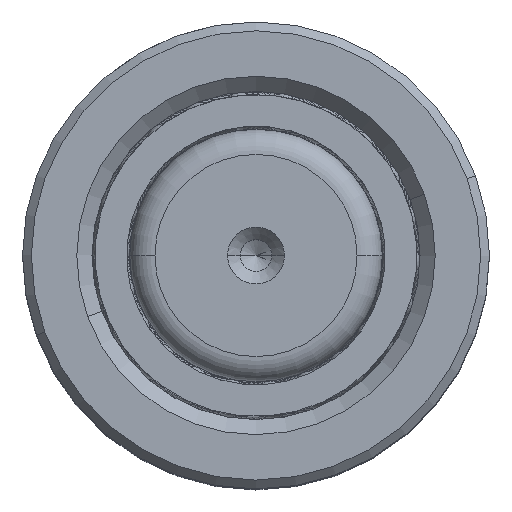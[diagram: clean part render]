
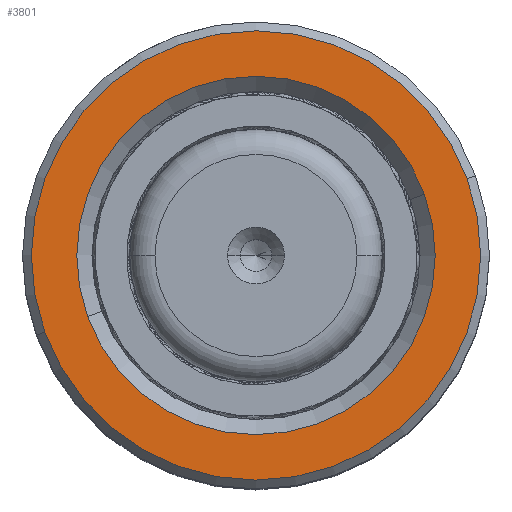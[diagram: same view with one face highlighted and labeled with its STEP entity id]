
A CAD part, top view. The second image highlights one B-rep face of the part: STEP entity #3801.
In plain terms, the highlighted planar face has unit normal (0, 0, 1).
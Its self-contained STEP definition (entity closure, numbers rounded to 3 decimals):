
#2183 = ORIENTED_EDGE ( 'NONE', *, *, #6914, .T. ) ;
#3025 = CIRCLE ( 'NONE', #23607, 14.2 ) ;
#3034 = VERTEX_POINT ( 'NONE', #29668 ) ;
#3565 = EDGE_CURVE ( 'NONE', #7262, #3034, #23031, .T. ) ;
#3597 = ORIENTED_EDGE ( 'NONE', *, *, #14410, .T. ) ;
#3801 = ADVANCED_FACE ( 'NONE', ( #15967, #36199 ), #19406, .T. ) ;
#5334 = DIRECTION ( 'NONE',  ( 0., 0., 1. ) ) ;
#5594 = CARTESIAN_POINT ( 'NONE',  ( 0., 0., 50. ) ) ;
#6617 = CARTESIAN_POINT ( 'NONE',  ( 0., 0., 50. ) ) ;
#6846 = DIRECTION ( 'NONE',  ( 0., 0., 1. ) ) ;
#6914 = EDGE_CURVE ( 'NONE', #27063, #10302, #10624, .T. ) ;
#7262 = VERTEX_POINT ( 'NONE', #34466 ) ;
#7962 = CARTESIAN_POINT ( 'NONE',  ( 14.2, 0., 50. ) ) ;
#10245 = DIRECTION ( 'NONE',  ( 1., 0., 0. ) ) ;
#10302 = VERTEX_POINT ( 'NONE', #30032 ) ;
#10624 = CIRCLE ( 'NONE', #28461, 14.2 ) ;
#14410 = EDGE_CURVE ( 'NONE', #10302, #27063, #3025, .T. ) ;
#14473 = ORIENTED_EDGE ( 'NONE', *, *, #31844, .T. ) ;
#14582 = AXIS2_PLACEMENT_3D ( 'NONE', #15803, #5334, #22078 ) ;
#15480 = DIRECTION ( 'NONE',  ( 1., 0., 0. ) ) ;
#15803 = CARTESIAN_POINT ( 'NONE',  ( 0., 0., 50. ) ) ;
#15967 = FACE_OUTER_BOUND ( 'NONE', #24113, .T. ) ;
#17862 = CARTESIAN_POINT ( 'NONE',  ( 0., 0., 50. ) ) ;
#19406 = PLANE ( 'NONE',  #21148 ) ;
#19530 = DIRECTION ( 'NONE',  ( 0., 0., 1. ) ) ;
#21113 = CIRCLE ( 'NONE', #14582, 17.8 ) ;
#21148 = AXIS2_PLACEMENT_3D ( 'NONE', #5594, #19530, #25052 ) ;
#22078 = DIRECTION ( 'NONE',  ( 1., 0., 0. ) ) ;
#23031 = CIRCLE ( 'NONE', #34324, 17.8 ) ;
#23607 = AXIS2_PLACEMENT_3D ( 'NONE', #17862, #32121, #35046 ) ;
#24113 = EDGE_LOOP ( 'NONE', ( #33051, #14473 ) ) ;
#25052 = DIRECTION ( 'NONE',  ( 1., 0., 0. ) ) ;
#27063 = VERTEX_POINT ( 'NONE', #7962 ) ;
#28461 = AXIS2_PLACEMENT_3D ( 'NONE', #30316, #35356, #10245 ) ;
#29668 = CARTESIAN_POINT ( 'NONE',  ( 17.8, 0., 50. ) ) ;
#30032 = CARTESIAN_POINT ( 'NONE',  ( -14.2, 0., 50. ) ) ;
#30316 = CARTESIAN_POINT ( 'NONE',  ( 0., 0., 50. ) ) ;
#30328 = EDGE_LOOP ( 'NONE', ( #2183, #3597 ) ) ;
#31844 = EDGE_CURVE ( 'NONE', #3034, #7262, #21113, .T. ) ;
#32121 = DIRECTION ( 'NONE',  ( 0., 0., -1. ) ) ;
#33051 = ORIENTED_EDGE ( 'NONE', *, *, #3565, .T. ) ;
#34324 = AXIS2_PLACEMENT_3D ( 'NONE', #6617, #6846, #15480 ) ;
#34466 = CARTESIAN_POINT ( 'NONE',  ( -17.8, 0., 50. ) ) ;
#35046 = DIRECTION ( 'NONE',  ( 1., 0., 0. ) ) ;
#35356 = DIRECTION ( 'NONE',  ( 0., 0., -1. ) ) ;
#36199 = FACE_BOUND ( 'NONE', #30328, .T. ) ;
